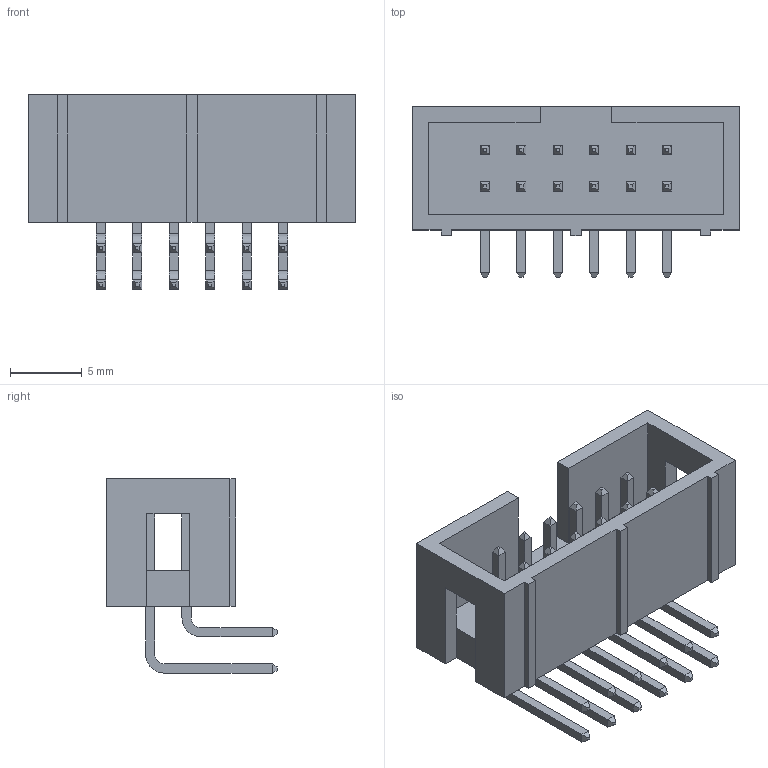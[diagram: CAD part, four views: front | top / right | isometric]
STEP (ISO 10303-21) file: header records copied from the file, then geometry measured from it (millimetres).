
FILE_DESCRIPTION (( 'STEP AP214' ), '1' );
FILE_NAME ('BH-12R.STEP', '2018-01-16T19:17:49', ( 'User' ), ( '' ), 'SwSTEP 2.0', 'SolidWorks 2017', '' );
FILE_SCHEMA (( 'AUTOMOTIVE_DESIGN' ));
Length unit declared in the file: millimetre
Products named in the file (1): BH-12R
Bounding box: 22.8 x 11.9 x 13.56 mm (x, y, z)
Volume: 903.9 mm3; surface area: 1705.8 mm2
Topology: 1 solids, 1 shells, 298 faces, 728 edges, 452 vertices
Faces by surface type: plane 274, cylinder 24
Entity records: 11426 total; most frequent: CARTESIAN_POINT 1479, ORIENTED_EDGE 1456, DIRECTION 1374, EDGE_CURVE 728, VECTOR 680, LINE 680, VERTEX_POINT 452, AXIS2_PLACEMENT_3D 347
